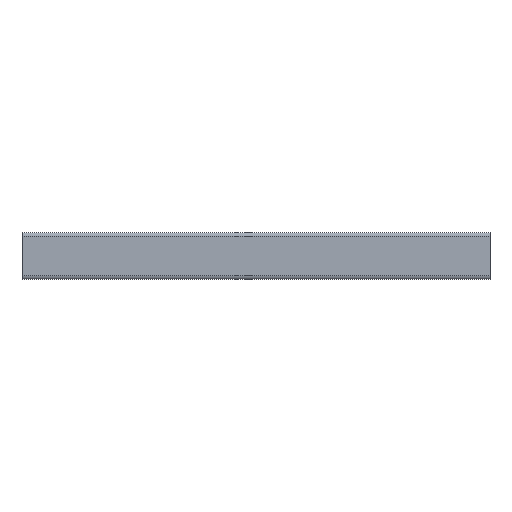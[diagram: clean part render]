
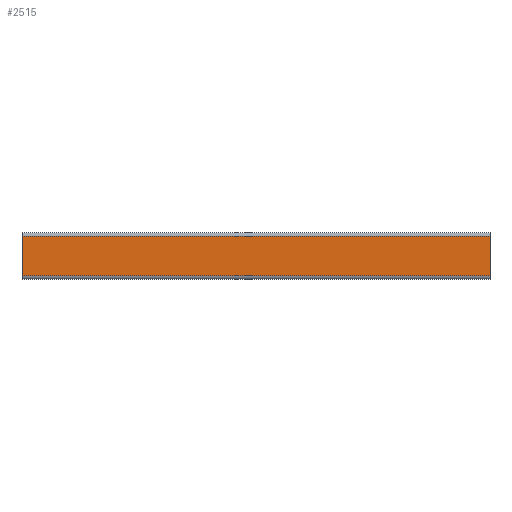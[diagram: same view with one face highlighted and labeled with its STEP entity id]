
A CAD part, left-side view. The second image highlights one B-rep face of the part: STEP entity #2515.
In plain terms, the highlighted planar face has unit normal (-1, 0, 0).
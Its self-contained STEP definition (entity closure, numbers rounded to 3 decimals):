
#323=FACE_OUTER_BOUND('',#449,.T.);
#449=EDGE_LOOP('',(#2071,#2072,#2073,#2074));
#707=LINE('',#4247,#959);
#708=LINE('',#4251,#960);
#709=LINE('',#4253,#961);
#710=LINE('',#4254,#962);
#959=VECTOR('',#3495,200.);
#960=VECTOR('',#3500,17.);
#961=VECTOR('',#3501,200.);
#962=VECTOR('',#3502,17.);
#1207=VERTEX_POINT('',#4244);
#1208=VERTEX_POINT('',#4246);
#1209=VERTEX_POINT('',#4250);
#1210=VERTEX_POINT('',#4252);
#1576=EDGE_CURVE('',#1207,#1208,#707,.T.);
#1578=EDGE_CURVE('',#1207,#1209,#708,.T.);
#1579=EDGE_CURVE('',#1209,#1210,#709,.T.);
#1580=EDGE_CURVE('',#1208,#1210,#710,.T.);
#2071=ORIENTED_EDGE('',*,*,#1578,.T.);
#2072=ORIENTED_EDGE('',*,*,#1579,.T.);
#2073=ORIENTED_EDGE('',*,*,#1580,.F.);
#2074=ORIENTED_EDGE('',*,*,#1576,.F.);
#2390=PLANE('',#2761);
#2515=ADVANCED_FACE('',(#323),#2390,.T.);
#2761=AXIS2_PLACEMENT_3D('',#4249,#3498,#3499);
#3495=DIRECTION('',(0.,-1.,0.));
#3498=DIRECTION('center_axis',(-1.,0.,0.));
#3499=DIRECTION('ref_axis',(0.,0.,1.));
#3500=DIRECTION('',(0.,0.,-1.));
#3501=DIRECTION('',(0.,-1.,0.));
#3502=DIRECTION('',(0.,0.,-1.));
#4244=CARTESIAN_POINT('',(-10.,200.,8.5));
#4246=CARTESIAN_POINT('',(-10.,0.,8.5));
#4247=CARTESIAN_POINT('',(-10.,0.,8.5));
#4249=CARTESIAN_POINT('Origin',(-10.,0.,-8.5));
#4250=CARTESIAN_POINT('',(-10.,200.,-8.5));
#4251=CARTESIAN_POINT('',(-10.,200.,-4.25));
#4252=CARTESIAN_POINT('',(-10.,0.,-8.5));
#4253=CARTESIAN_POINT('',(-10.,0.,-8.5));
#4254=CARTESIAN_POINT('',(-10.,0.,-4.25));
